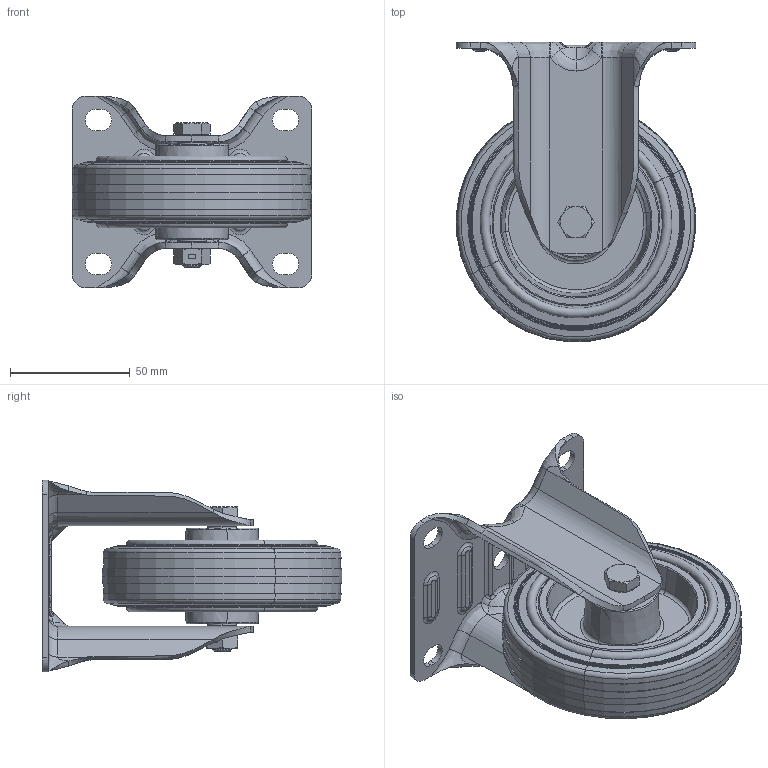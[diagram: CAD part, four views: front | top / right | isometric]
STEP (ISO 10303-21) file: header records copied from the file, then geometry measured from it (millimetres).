
FILE_DESCRIPTION (( 'STEP AP214' ), '1' );
FILE_NAME ('0056364.step', '2023-11-15T14:44:09', ( '' ), ( '' ), 'SwSTEP 2.0', 'SolidWorks 2020', '' );
FILE_SCHEMA (( 'AUTOMOTIVE_DESIGN' ));
Length unit declared in the file: millimetre
Products named in the file (1): 0056364
Bounding box: 100 x 124.9 x 80 mm (x, y, z)
Volume: 204299.1 mm3; surface area: 89709.2 mm2
Topology: 8 solids, 8 shells, 486 faces, 1096 edges, 644 vertices
Faces by surface type: cylinder 128, bspline 112, plane 110, cone 74, torus 62
Entity records: 27577 total; most frequent: CARTESIAN_POINT 12125, ORIENTED_EDGE 2176, DIRECTION 1918, EDGE_CURVE 1088, AXIS2_PLACEMENT_3D 793, VERTEX_POINT 644, EDGE_LOOP 538, UNCERTAINTY_MEASURE_WITH_UNIT 496
